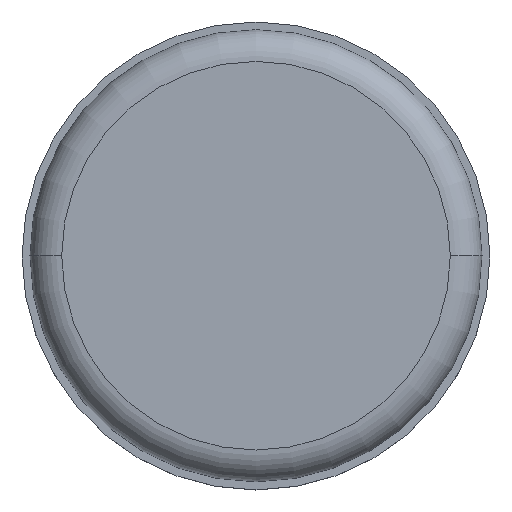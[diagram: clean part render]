
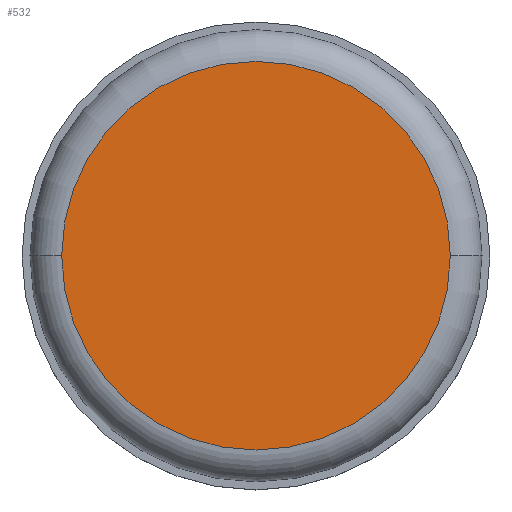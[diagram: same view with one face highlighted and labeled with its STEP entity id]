
A CAD part, top view. The second image highlights one B-rep face of the part: STEP entity #532.
In plain terms, the highlighted planar face has unit normal (0, 0, 1).
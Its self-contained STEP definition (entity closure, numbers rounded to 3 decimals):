
#481=CARTESIAN_POINT('',(12.25,0.,22.2));
#482=VERTEX_POINT('',#481);
#490=CARTESIAN_POINT('',(-12.25,-0.,22.2));
#491=VERTEX_POINT('',#490);
#492=CARTESIAN_POINT('',(-0.,0.,22.2));
#493=DIRECTION('',(0.,0.,-1.));
#494=DIRECTION('',(-1.,0.,-0.));
#495=AXIS2_PLACEMENT_3D('',#492,#493,#494);
#496=CIRCLE('',#495,12.25);
#497=EDGE_CURVE('',#482,#491,#496,.T.);
#517=CARTESIAN_POINT('',(-0.,0.,22.2));
#518=DIRECTION('',(0.,0.,-1.));
#519=DIRECTION('',(-1.,0.,-0.));
#520=AXIS2_PLACEMENT_3D('',#517,#518,#519);
#521=PLANE('',#520);
#522=ORIENTED_EDGE('',*,*,#497,.F.);
#523=CARTESIAN_POINT('',(-0.,0.,22.2));
#524=DIRECTION('',(0.,0.,-1.));
#525=DIRECTION('',(-1.,0.,-0.));
#526=AXIS2_PLACEMENT_3D('',#523,#524,#525);
#527=CIRCLE('',#526,12.25);
#528=EDGE_CURVE('',#491,#482,#527,.T.);
#529=ORIENTED_EDGE('',*,*,#528,.F.);
#530=EDGE_LOOP('',(#522,#529));
#531=FACE_BOUND('',#530,.T.);
#532=ADVANCED_FACE('',(#531),#521,.F.);
